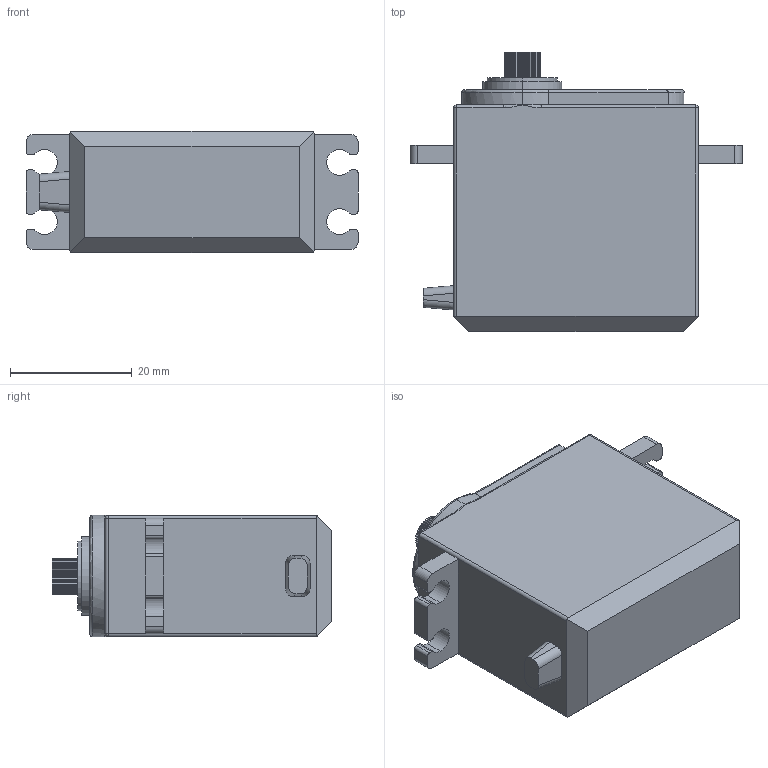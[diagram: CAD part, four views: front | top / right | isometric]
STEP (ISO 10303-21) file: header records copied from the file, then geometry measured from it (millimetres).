
FILE_DESCRIPTION (( 'STEP AP203' ), '1' );
FILE_NAME ('Hitec HS-300_Default_sldprt.STEP', '2023-11-06T02:30:15', ( '' ), ( '' ), 'SwSTEP 2.0', 'SolidWorks 2023', '' );
FILE_SCHEMA (( 'CONFIG_CONTROL_DESIGN' ));
Length unit declared in the file: millimetre
Products named in the file (1): Hitec HS-300_Default_sldprt
Bounding box: 54.65 x 45.95 x 20 mm (x, y, z)
Volume: 32213.5 mm3; surface area: 7037.5 mm2
Topology: 1 solids, 1 shells, 299 faces, 847 edges, 545 vertices
Faces by surface type: cylinder 153, plane 130, bspline 12, cone 4
Entity records: 10006 total; most frequent: CARTESIAN_POINT 2099, ORIENTED_EDGE 1674, DIRECTION 1669, EDGE_CURVE 837, AXIS2_PLACEMENT_3D 578, VERTEX_POINT 545, LINE 513, VECTOR 513
